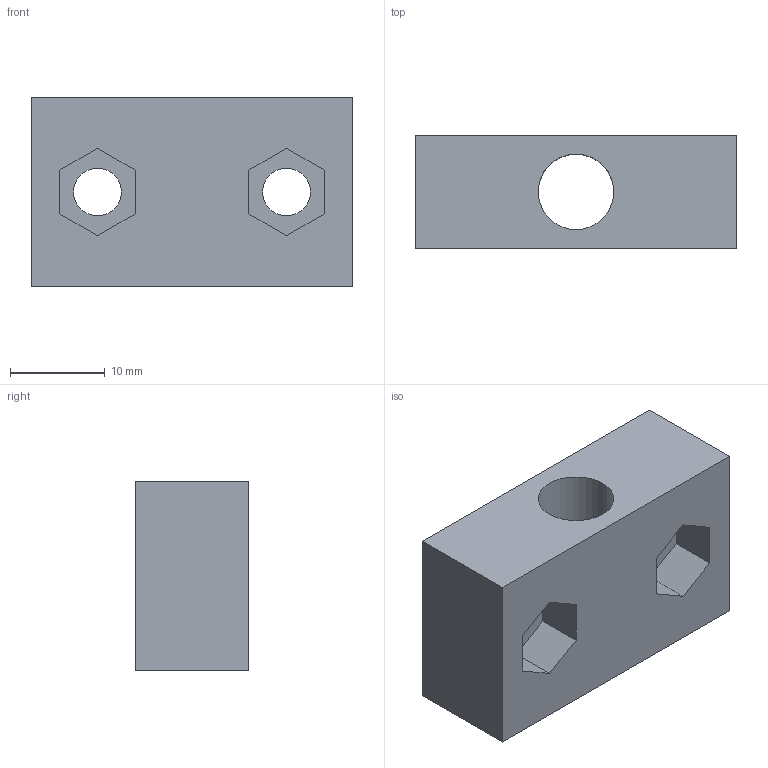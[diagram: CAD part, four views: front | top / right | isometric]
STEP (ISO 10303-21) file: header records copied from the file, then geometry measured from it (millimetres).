
FILE_DESCRIPTION((''),'2;1');
FILE_NAME('Metric 8mm ACME Block.ipt.step','2014-04-22T18:03:26',(''),(''),'Autodesk Inventor 2013','Autodesk Inventor 2013','');
FILE_SCHEMA(('AUTOMOTIVE_DESIGN { 1 0 10303 214 1 1 1 1 }'));
Length unit declared in the file: millimetre
Products named in the file (1): Metric 8mm ACME Block
Bounding box: 34 x 12 x 20 mm (x, y, z)
Volume: 6182.4 mm3; surface area: 3516.3 mm2
Topology: 1 solids, 1 shells, 27 faces, 63 edges, 42 vertices
Faces by surface type: plane 22, cylinder 5
Full cylindrical faces by diameter (mm): 5.05 x2, 8 x1, 9 x2
Entity records: 780 total; most frequent: CARTESIAN_POINT 128, DIRECTION 124, ORIENTED_EDGE 116, EDGE_CURVE 58, VECTOR 48, LINE 48, VERTEX_POINT 42, EDGE_LOOP 42
